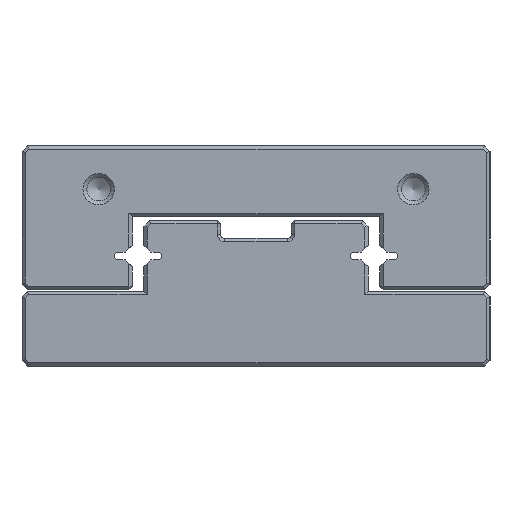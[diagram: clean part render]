
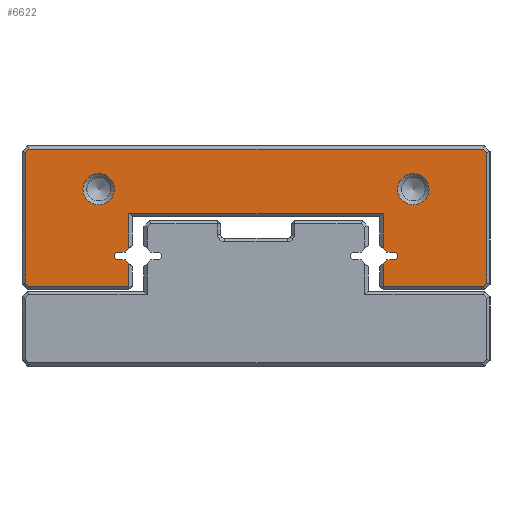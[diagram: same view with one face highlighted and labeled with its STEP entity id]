
A CAD part, left-side view. The second image highlights one B-rep face of the part: STEP entity #6622.
In plain terms, the highlighted planar face has unit normal (-1, 0, 0).
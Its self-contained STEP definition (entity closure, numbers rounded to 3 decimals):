
#5327=FACE_BOUND('',#10435,.T.);
#5328=FACE_BOUND('',#10436,.T.);
#5329=FACE_BOUND('',#10437,.T.);
#6023=CIRCLE('',#28929,0.5);
#6046=CIRCLE('',#28960,0.5);
#6050=CIRCLE('',#28970,2.);
#6051=CIRCLE('',#28971,2.);
#6622=ADVANCED_FACE('',(#5327,#5328,#5329),#7948,.T.);
#7948=PLANE('',#28972);
#10435=EDGE_LOOP('',(#13806,#13807,#13808,#13809,#13810,#13811,#13812,#13813,
#13814,#13815,#13816,#13817,#13818,#13819,#13820,#13821,#13822,#13823,#13824,
#13825,#13826,#13827,#13828,#13829));
#10436=EDGE_LOOP('',(#13830));
#10437=EDGE_LOOP('',(#13831));
#13806=ORIENTED_EDGE('',*,*,#21618,.F.);
#13807=ORIENTED_EDGE('',*,*,#21657,.T.);
#13808=ORIENTED_EDGE('',*,*,#21658,.T.);
#13809=ORIENTED_EDGE('',*,*,#21659,.T.);
#13810=ORIENTED_EDGE('',*,*,#21583,.F.);
#13811=ORIENTED_EDGE('',*,*,#21577,.F.);
#13812=ORIENTED_EDGE('',*,*,#21574,.F.);
#13813=ORIENTED_EDGE('',*,*,#21571,.F.);
#13814=ORIENTED_EDGE('',*,*,#21569,.F.);
#13815=ORIENTED_EDGE('',*,*,#21660,.T.);
#13816=ORIENTED_EDGE('',*,*,#21661,.T.);
#13817=ORIENTED_EDGE('',*,*,#21662,.T.);
#13818=ORIENTED_EDGE('',*,*,#21663,.T.);
#13819=ORIENTED_EDGE('',*,*,#21664,.T.);
#13820=ORIENTED_EDGE('',*,*,#21665,.T.);
#13821=ORIENTED_EDGE('',*,*,#21666,.T.);
#13822=ORIENTED_EDGE('',*,*,#21667,.T.);
#13823=ORIENTED_EDGE('',*,*,#21668,.T.);
#13824=ORIENTED_EDGE('',*,*,#21669,.T.);
#13825=ORIENTED_EDGE('',*,*,#21670,.T.);
#13826=ORIENTED_EDGE('',*,*,#21632,.F.);
#13827=ORIENTED_EDGE('',*,*,#21626,.F.);
#13828=ORIENTED_EDGE('',*,*,#21623,.F.);
#13829=ORIENTED_EDGE('',*,*,#21620,.F.);
#13830=ORIENTED_EDGE('',*,*,#21671,.T.);
#13831=ORIENTED_EDGE('',*,*,#21672,.T.);
#19129=VERTEX_POINT('',#38973);
#19130=VERTEX_POINT('',#38975);
#19131=VERTEX_POINT('',#38979);
#19133=VERTEX_POINT('',#38985);
#19135=VERTEX_POINT('',#38991);
#19140=VERTEX_POINT('',#39003);
#19170=VERTEX_POINT('',#39071);
#19171=VERTEX_POINT('',#39073);
#19172=VERTEX_POINT('',#39077);
#19174=VERTEX_POINT('',#39083);
#19176=VERTEX_POINT('',#39089);
#19181=VERTEX_POINT('',#39101);
#19202=VERTEX_POINT('',#39151);
#19203=VERTEX_POINT('',#39153);
#19204=VERTEX_POINT('',#39156);
#19205=VERTEX_POINT('',#39158);
#19206=VERTEX_POINT('',#39160);
#19207=VERTEX_POINT('',#39162);
#19208=VERTEX_POINT('',#39164);
#19209=VERTEX_POINT('',#39166);
#19210=VERTEX_POINT('',#39168);
#19211=VERTEX_POINT('',#39170);
#19212=VERTEX_POINT('',#39172);
#19213=VERTEX_POINT('',#39174);
#19214=VERTEX_POINT('',#39177);
#19215=VERTEX_POINT('',#39179);
#21569=EDGE_CURVE('',#19129,#19130,#24365,.T.);
#21571=EDGE_CURVE('',#19130,#19131,#24367,.T.);
#21574=EDGE_CURVE('',#19131,#19133,#6023,.T.);
#21577=EDGE_CURVE('',#19133,#19135,#24371,.T.);
#21583=EDGE_CURVE('',#19135,#19140,#24377,.T.);
#21618=EDGE_CURVE('',#19170,#19171,#24391,.T.);
#21620=EDGE_CURVE('',#19171,#19172,#24393,.T.);
#21623=EDGE_CURVE('',#19172,#19174,#6046,.T.);
#21626=EDGE_CURVE('',#19174,#19176,#24397,.T.);
#21632=EDGE_CURVE('',#19176,#19181,#24403,.T.);
#21657=EDGE_CURVE('',#19170,#19202,#24426,.T.);
#21658=EDGE_CURVE('',#19202,#19203,#24427,.T.);
#21659=EDGE_CURVE('',#19203,#19140,#24428,.T.);
#21660=EDGE_CURVE('',#19129,#19204,#24429,.T.);
#21661=EDGE_CURVE('',#19204,#19205,#24430,.T.);
#21662=EDGE_CURVE('',#19205,#19206,#24431,.T.);
#21663=EDGE_CURVE('',#19206,#19207,#24432,.T.);
#21664=EDGE_CURVE('',#19207,#19208,#24433,.T.);
#21665=EDGE_CURVE('',#19208,#19209,#24434,.T.);
#21666=EDGE_CURVE('',#19209,#19210,#24435,.T.);
#21667=EDGE_CURVE('',#19210,#19211,#24436,.T.);
#21668=EDGE_CURVE('',#19211,#19212,#24437,.T.);
#21669=EDGE_CURVE('',#19212,#19213,#24438,.T.);
#21670=EDGE_CURVE('',#19213,#19181,#24439,.T.);
#21671=EDGE_CURVE('',#19214,#19214,#6050,.T.);
#21672=EDGE_CURVE('',#19215,#19215,#6051,.T.);
#24365=LINE('',#38974,#26765);
#24367=LINE('',#38978,#26767);
#24371=LINE('',#38990,#26771);
#24377=LINE('',#39002,#26777);
#24391=LINE('',#39072,#26791);
#24393=LINE('',#39076,#26793);
#24397=LINE('',#39088,#26797);
#24403=LINE('',#39100,#26803);
#24426=LINE('',#39150,#26826);
#24427=LINE('',#39152,#26827);
#24428=LINE('',#39154,#26828);
#24429=LINE('',#39155,#26829);
#24430=LINE('',#39157,#26830);
#24431=LINE('',#39159,#26831);
#24432=LINE('',#39161,#26832);
#24433=LINE('',#39163,#26833);
#24434=LINE('',#39165,#26834);
#24435=LINE('',#39167,#26835);
#24436=LINE('',#39169,#26836);
#24437=LINE('',#39171,#26837);
#24438=LINE('',#39173,#26838);
#24439=LINE('',#39175,#26839);
#26765=VECTOR('',#32129,1.);
#26767=VECTOR('',#32133,1.);
#26771=VECTOR('',#32145,1.);
#26777=VECTOR('',#32153,1.);
#26791=VECTOR('',#32217,1.);
#26793=VECTOR('',#32221,1.);
#26797=VECTOR('',#32233,1.);
#26803=VECTOR('',#32241,1.);
#26826=VECTOR('',#32276,1.);
#26827=VECTOR('',#32277,1.);
#26828=VECTOR('',#32278,1.);
#26829=VECTOR('',#32279,1.);
#26830=VECTOR('',#32280,1.);
#26831=VECTOR('',#32281,1.);
#26832=VECTOR('',#32282,1.);
#26833=VECTOR('',#32283,1.);
#26834=VECTOR('',#32284,1.);
#26835=VECTOR('',#32285,1.);
#26836=VECTOR('',#32286,1.);
#26837=VECTOR('',#32287,1.);
#26838=VECTOR('',#32288,1.);
#26839=VECTOR('',#32289,1.);
#28929=AXIS2_PLACEMENT_3D('',#38984,#32138,#32139);
#28960=AXIS2_PLACEMENT_3D('',#39082,#32226,#32227);
#28970=AXIS2_PLACEMENT_3D('',#39176,#32290,#32291);
#28971=AXIS2_PLACEMENT_3D('',#39178,#32292,#32293);
#28972=AXIS2_PLACEMENT_3D('',#39180,#32294,#32295);
#32129=DIRECTION('',(0.,-0.707,0.707));
#32133=DIRECTION('',(0.,-1.,0.));
#32138=DIRECTION('',(-1.,0.,0.));
#32139=DIRECTION('',(0.,0.,-1.));
#32145=DIRECTION('',(0.,1.,0.));
#32153=DIRECTION('',(0.,0.707,0.707));
#32217=DIRECTION('',(0.,0.707,-0.707));
#32221=DIRECTION('',(0.,1.,0.));
#32226=DIRECTION('',(-1.,0.,0.));
#32227=DIRECTION('',(0.,0.,1.));
#32233=DIRECTION('',(0.,-1.,0.));
#32241=DIRECTION('',(0.,-0.707,-0.707));
#32276=DIRECTION('',(0.,0.,1.));
#32277=DIRECTION('',(0.,-1.,0.));
#32278=DIRECTION('',(0.,0.,-1.));
#32279=DIRECTION('',(0.,0.,-1.));
#32280=DIRECTION('',(0.,-1.,0.));
#32281=DIRECTION('',(0.,-0.707,0.707));
#32282=DIRECTION('',(0.,0.,1.));
#32283=DIRECTION('',(0.,0.707,0.707));
#32284=DIRECTION('',(0.,1.,0.));
#32285=DIRECTION('',(0.,0.707,-0.707));
#32286=DIRECTION('',(0.,0.,-1.));
#32287=DIRECTION('',(0.,-0.707,-0.707));
#32288=DIRECTION('',(0.,-1.,0.));
#32289=DIRECTION('',(0.,0.,1.));
#32290=DIRECTION('',(1.,0.,0.));
#32291=DIRECTION('',(0.,0.,-1.));
#32292=DIRECTION('',(1.,0.,0.));
#32293=DIRECTION('',(0.,0.,-1.));
#32294=DIRECTION('',(-1.,0.,0.));
#32295=DIRECTION('',(0.,0.,-1.));
#38973=CARTESIAN_POINT('',(80.,13.6,13.029));
#38974=CARTESIAN_POINT('',(80.,14.,12.629));
#38975=CARTESIAN_POINT('',(80.,13.129,13.5));
#38978=CARTESIAN_POINT('',(80.,13.129,13.5));
#38979=CARTESIAN_POINT('',(80.,12.25,13.5));
#38984=CARTESIAN_POINT('',(80.,12.25,14.));
#38985=CARTESIAN_POINT('',(80.,12.25,14.5));
#38990=CARTESIAN_POINT('',(80.,12.25,14.5));
#38991=CARTESIAN_POINT('',(80.,13.129,14.5));
#39002=CARTESIAN_POINT('',(80.,13.129,14.5));
#39003=CARTESIAN_POINT('',(80.,13.6,14.971));
#39071=CARTESIAN_POINT('',(80.,45.9,14.971));
#39072=CARTESIAN_POINT('',(80.,45.5,15.371));
#39073=CARTESIAN_POINT('',(80.,46.371,14.5));
#39076=CARTESIAN_POINT('',(80.,46.371,14.5));
#39077=CARTESIAN_POINT('',(80.,47.25,14.5));
#39082=CARTESIAN_POINT('',(80.,47.25,14.));
#39083=CARTESIAN_POINT('',(80.,47.25,13.5));
#39088=CARTESIAN_POINT('',(80.,47.25,13.5));
#39089=CARTESIAN_POINT('',(80.,46.371,13.5));
#39100=CARTESIAN_POINT('',(80.,46.371,13.5));
#39101=CARTESIAN_POINT('',(80.,45.9,13.029));
#39150=CARTESIAN_POINT('',(80.,45.9,19.));
#39151=CARTESIAN_POINT('',(80.,45.9,19.4));
#39152=CARTESIAN_POINT('',(80.,14.,19.4));
#39153=CARTESIAN_POINT('',(80.,13.6,19.4));
#39154=CARTESIAN_POINT('',(80.,13.6,15.371));
#39155=CARTESIAN_POINT('',(80.,13.6,9.7));
#39156=CARTESIAN_POINT('',(80.,13.6,10.1));
#39157=CARTESIAN_POINT('',(80.,0.7,10.1));
#39158=CARTESIAN_POINT('',(80.,0.866,10.1));
#39159=CARTESIAN_POINT('',(80.,4.608,6.358));
#39160=CARTESIAN_POINT('',(80.,0.4,10.566));
#39161=CARTESIAN_POINT('',(80.,0.4,27.3));
#39162=CARTESIAN_POINT('',(80.,0.4,27.134));
#39163=CARTESIAN_POINT('',(80.,-0.242,26.492));
#39164=CARTESIAN_POINT('',(80.,0.866,27.6));
#39165=CARTESIAN_POINT('',(80.,58.8,27.6));
#39166=CARTESIAN_POINT('',(80.,58.634,27.6));
#39167=CARTESIAN_POINT('',(80.,42.242,43.992));
#39168=CARTESIAN_POINT('',(80.,59.1,27.134));
#39169=CARTESIAN_POINT('',(80.,59.1,10.4));
#39170=CARTESIAN_POINT('',(80.,59.1,10.566));
#39171=CARTESIAN_POINT('',(80.,37.392,-11.142));
#39172=CARTESIAN_POINT('',(80.,58.634,10.1));
#39173=CARTESIAN_POINT('',(80.,45.5,10.1));
#39174=CARTESIAN_POINT('',(80.,45.9,10.1));
#39175=CARTESIAN_POINT('',(80.,45.9,12.629));
#39176=CARTESIAN_POINT('',(80.,9.75,22.5));
#39177=CARTESIAN_POINT('',(80.,9.75,20.5));
#39178=CARTESIAN_POINT('',(80.,49.75,22.5));
#39179=CARTESIAN_POINT('',(80.,49.75,20.5));
#39180=CARTESIAN_POINT('',(80.,12.25,14.));
